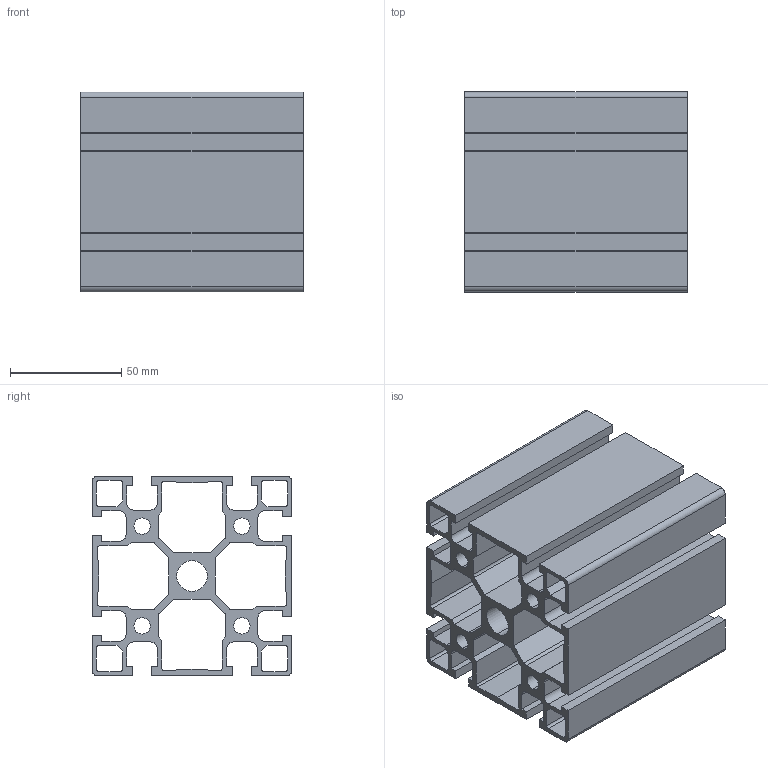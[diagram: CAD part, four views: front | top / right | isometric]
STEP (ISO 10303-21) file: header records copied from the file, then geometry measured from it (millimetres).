
FILE_DESCRIPTION (( 'STEP AP214' ), '1' );
FILE_NAME ('084.101.023.STEP', '2020-07-23T07:19:06', ( '' ), ( '' ), 'SwSTEP 2.0', 'SolidWorks 2018', '' );
FILE_SCHEMA (( 'AUTOMOTIVE_DESIGN' ));
Length unit declared in the file: millimetre
Products named in the file (1): 084.101.023
Bounding box: 100 x 90 x 90 mm (x, y, z)
Volume: 226281 mm3; surface area: 148180.7 mm2
Topology: 1 solids, 1 shells, 194 faces, 576 edges, 384 vertices
Faces by surface type: plane 134, cylinder 60
Entity records: 6566 total; most frequent: CARTESIAN_POINT 1155, ORIENTED_EDGE 1152, DIRECTION 1086, EDGE_CURVE 576, LINE 456, VECTOR 456, VERTEX_POINT 384, AXIS2_PLACEMENT_3D 315
